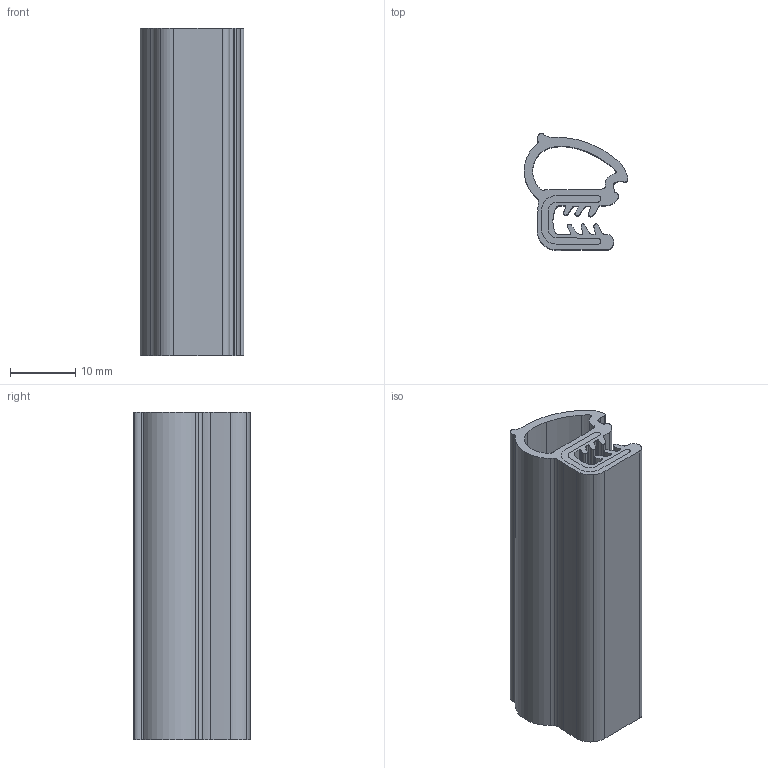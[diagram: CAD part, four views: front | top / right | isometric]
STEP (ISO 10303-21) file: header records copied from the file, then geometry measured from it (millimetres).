
FILE_DESCRIPTION (( 'STEP AP203' ), '1' );
FILE_NAME ('34009010.STEP', '2020-12-31T04:52:11', ( '' ), ( '' ), 'SwSTEP 2.0', 'SolidWorks 2019', '' );
FILE_SCHEMA (( 'CONFIG_CONTROL_DESIGN' ));
Length unit declared in the file: millimetre
Products named in the file (4): Part-4; Part-5; _82_1; 34009010
Assembly tree (2 placements, depth 2):
  _82_1
  34009010
    Part-4
    Part-5
Bounding box: 15.83 x 17.81 x 50 mm (x, y, z)
Volume: 5505.2 mm3; surface area: 10872.3 mm2
Topology: 2 solids, 2 shells, 128 faces, 372 edges, 248 vertices
Faces by surface type: cylinder 107, plane 21
Entity records: 4737 total; most frequent: DIRECTION 852, CARTESIAN_POINT 753, ORIENTED_EDGE 744, EDGE_CURVE 372, AXIS2_PLACEMENT_3D 347, VERTEX_POINT 248, CIRCLE 214, LINE 158
